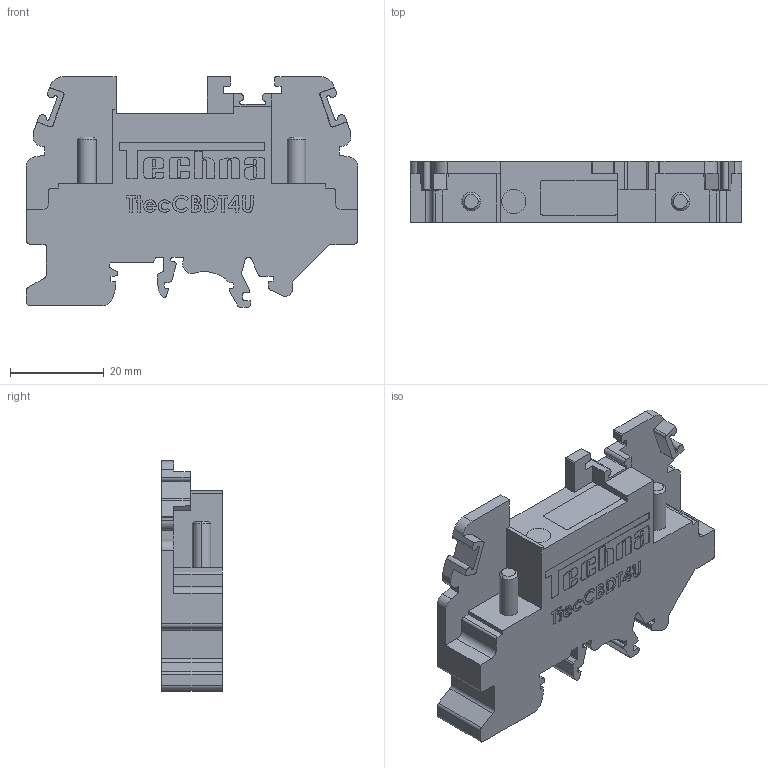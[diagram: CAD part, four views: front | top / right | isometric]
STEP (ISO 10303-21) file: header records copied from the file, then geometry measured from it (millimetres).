
FILE_DESCRIPTION (( 'STEP AP214' ), '1' );
FILE_NAME ('TtecCBDT4U.STEP', '2020-06-16T12:39:58', ( '' ), ( '' ), 'SwSTEP 2.0', 'SolidWorks 2020', '' );
FILE_SCHEMA (( 'AUTOMOTIVE_DESIGN' ));
Length unit declared in the file: millimetre
Products named in the file (1): TtecCBDT4U
Bounding box: 71 x 13 x 49.3 mm (x, y, z)
Volume: 25563.7 mm3; surface area: 11907.1 mm2
Topology: 1 solids, 5 shells, 961 faces, 2637 edges, 1738 vertices
Faces by surface type: plane 548, cylinder 289, bspline 96, cone 28
Entity records: 41519 total; most frequent: CARTESIAN_POINT 11630, ORIENTED_EDGE 5274, DIRECTION 4704, EDGE_CURVE 2637, VECTOR 1830, LINE 1830, VERTEX_POINT 1738, AXIS2_PLACEMENT_3D 1437
